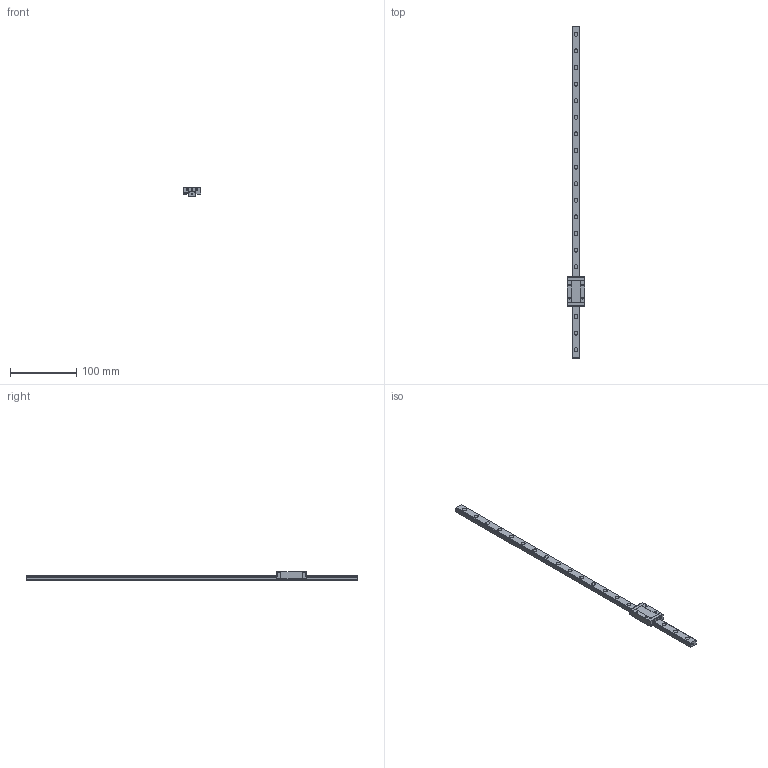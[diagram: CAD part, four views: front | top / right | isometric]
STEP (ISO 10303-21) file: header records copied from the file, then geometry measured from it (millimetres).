
FILE_DESCRIPTION(('no description'),'unknown implementation level');
FILE_NAME('MGN12H_1_R_500_Z0_H_M_SS_FILE_5.stp',' ',('HIWIN GmbH'),('CADClick - KiM GmbH - www.kimweb.de'),'unknown preprocess','ACIS','unknown authorization');
FILE_SCHEMA(('automotive_design'));
Length unit declared in the file: millimetre
Products named in the file (2): MGN12H 1 R 500 Z0 H M SS_FILE_1; MGN12H 1 R 500 Z0 H M SS_FILE
Bounding box: 27 x 500 x 13 mm (x, y, z)
Volume: 51963.9 mm3; surface area: 29539.6 mm2
Topology: 2 solids, 4 shells, 783 faces, 2033 edges, 1346 vertices
Faces by surface type: plane 507, cylinder 248, cone 28
Entity records: 46973 total; most frequent: CARTESIAN_POINT 4268, STYLED_ITEM 4156, PRESENTATION_STYLE_ASSIGNMENT 4156, COLOUR_RGB 4156, DIRECTION 4055, ORIENTED_EDGE 4050, EDGE_CURVE 2025, CURVE_STYLE 2025
